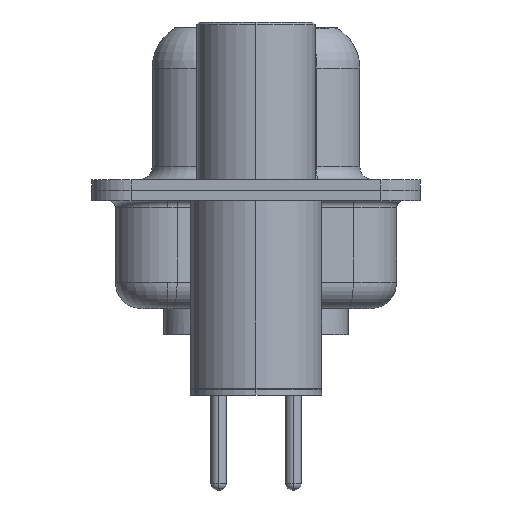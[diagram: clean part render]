
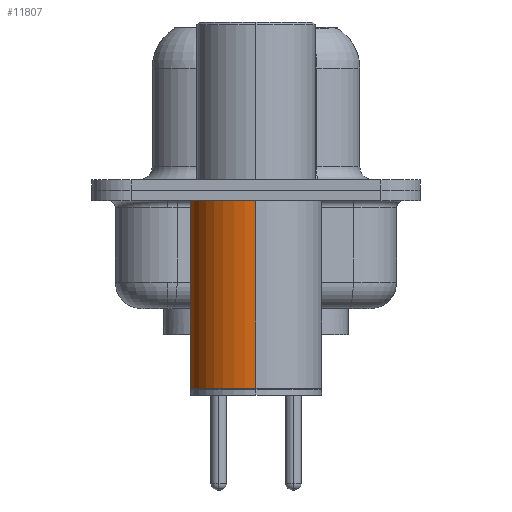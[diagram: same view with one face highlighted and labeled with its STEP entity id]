
A CAD part, left-side view. The second image highlights one B-rep face of the part: STEP entity #11807.
In plain terms, the highlighted cylindrical face has radius 2.5 mm (diameter 5 mm), a partial arc.
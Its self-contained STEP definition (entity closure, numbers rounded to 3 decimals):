
#24 = AXIS2_PLACEMENT_3D ( 'NONE', #5144, #5329, #9856 ) ;
#360 = LINE ( 'NONE', #9663, #1643 ) ;
#522 = VECTOR ( 'NONE', #16077, 1000. ) ;
#859 = CARTESIAN_POINT ( 'NONE',  ( -2.5, 0., -7.525 ) ) ;
#1643 = VECTOR ( 'NONE', #11455, 1000. ) ;
#1961 = DIRECTION ( 'NONE',  ( 0., 0., 1. ) ) ;
#2155 = DIRECTION ( 'NONE',  ( 1., 0., 0. ) ) ;
#2993 = ORIENTED_EDGE ( 'NONE', *, *, #15250, .F. ) ;
#3431 = ORIENTED_EDGE ( 'NONE', *, *, #15195, .F. ) ;
#3535 = CARTESIAN_POINT ( 'NONE',  ( 0., 0., 0.581 ) ) ;
#4954 = VERTEX_POINT ( 'NONE', #13059 ) ;
#4962 = VERTEX_POINT ( 'NONE', #859 ) ;
#5032 = CYLINDRICAL_SURFACE ( 'NONE', #7633, 2.5 ) ;
#5144 = CARTESIAN_POINT ( 'NONE',  ( 0., 0., -0.4 ) ) ;
#5329 = DIRECTION ( 'NONE',  ( 0., 0., 1. ) ) ;
#5763 = CIRCLE ( 'NONE', #24, 2.5 ) ;
#6220 = CARTESIAN_POINT ( 'NONE',  ( 2.5, 0., -0.4 ) ) ;
#6469 = ORIENTED_EDGE ( 'NONE', *, *, #16423, .T. ) ;
#6853 = LINE ( 'NONE', #17026, #522 ) ;
#6865 = CARTESIAN_POINT ( 'NONE',  ( -2.5, 0., -0.4 ) ) ;
#7633 = AXIS2_PLACEMENT_3D ( 'NONE', #3535, #18548, #9646 ) ;
#8360 = AXIS2_PLACEMENT_3D ( 'NONE', #18849, #1961, #2155 ) ;
#8966 = VERTEX_POINT ( 'NONE', #6865 ) ;
#9646 = DIRECTION ( 'NONE',  ( 1., 0., 0. ) ) ;
#9663 = CARTESIAN_POINT ( 'NONE',  ( 2.5, 0., 0.581 ) ) ;
#9856 = DIRECTION ( 'NONE',  ( 1., 0., 0. ) ) ;
#11455 = DIRECTION ( 'NONE',  ( 0., 0., 1. ) ) ;
#11807 = ADVANCED_FACE ( 'NONE', ( #18730 ), #5032, .T. ) ;
#13059 = CARTESIAN_POINT ( 'NONE',  ( 2.5, 0., -7.525 ) ) ;
#14743 = EDGE_LOOP ( 'NONE', ( #6469, #19014, #3431, #2993 ) ) ;
#15195 = EDGE_CURVE ( 'NONE', #18519, #8966, #5763, .T. ) ;
#15250 = EDGE_CURVE ( 'NONE', #4954, #18519, #360, .T. ) ;
#16077 = DIRECTION ( 'NONE',  ( 0., 0., 1. ) ) ;
#16423 = EDGE_CURVE ( 'NONE', #4954, #4962, #18580, .T. ) ;
#17026 = CARTESIAN_POINT ( 'NONE',  ( -2.5, 0., 0.581 ) ) ;
#18519 = VERTEX_POINT ( 'NONE', #6220 ) ;
#18548 = DIRECTION ( 'NONE',  ( 0., 0., 1. ) ) ;
#18580 = CIRCLE ( 'NONE', #8360, 2.5 ) ;
#18730 = FACE_OUTER_BOUND ( 'NONE', #14743, .T. ) ;
#18849 = CARTESIAN_POINT ( 'NONE',  ( 0., 0., -7.525 ) ) ;
#19014 = ORIENTED_EDGE ( 'NONE', *, *, #19169, .T. ) ;
#19169 = EDGE_CURVE ( 'NONE', #4962, #8966, #6853, .T. ) ;
